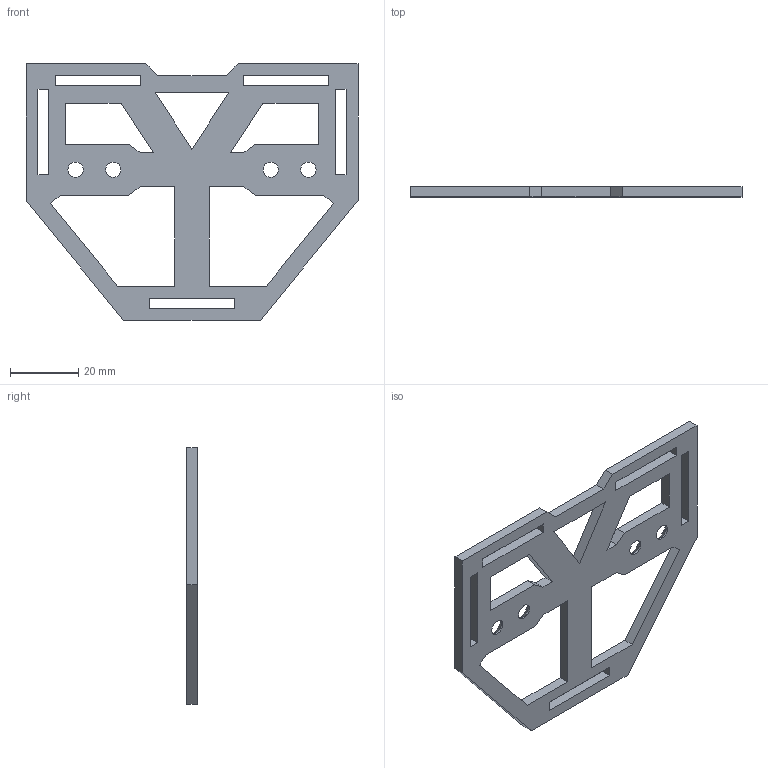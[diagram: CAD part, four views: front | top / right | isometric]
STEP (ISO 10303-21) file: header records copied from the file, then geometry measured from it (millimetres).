
FILE_DESCRIPTION (( 'STEP AP203' ), '1' );
FILE_NAME ('1.STEP', '2021-02-24T16:39:19', ( 'Thomas' ), ( '' ), 'SwSTEP 2.0', 'SolidWorks 2013', '' );
FILE_SCHEMA (( 'CONFIG_CONTROL_DESIGN' ));
Length unit declared in the file: millimetre
Products named in the file (1): 1
Bounding box: 97 x 3 x 75 mm (x, y, z)
Volume: 10468.1 mm3; surface area: 10327.8 mm2
Topology: 1 solids, 1 shells, 77 faces, 217 edges, 142 vertices
Faces by surface type: plane 61, cone 8, cylinder 8
Entity records: 2584 total; most frequent: CARTESIAN_POINT 437, ORIENTED_EDGE 434, DIRECTION 397, EDGE_CURVE 217, LINE 193, VECTOR 193, VERTEX_POINT 142, EDGE_LOOP 105
